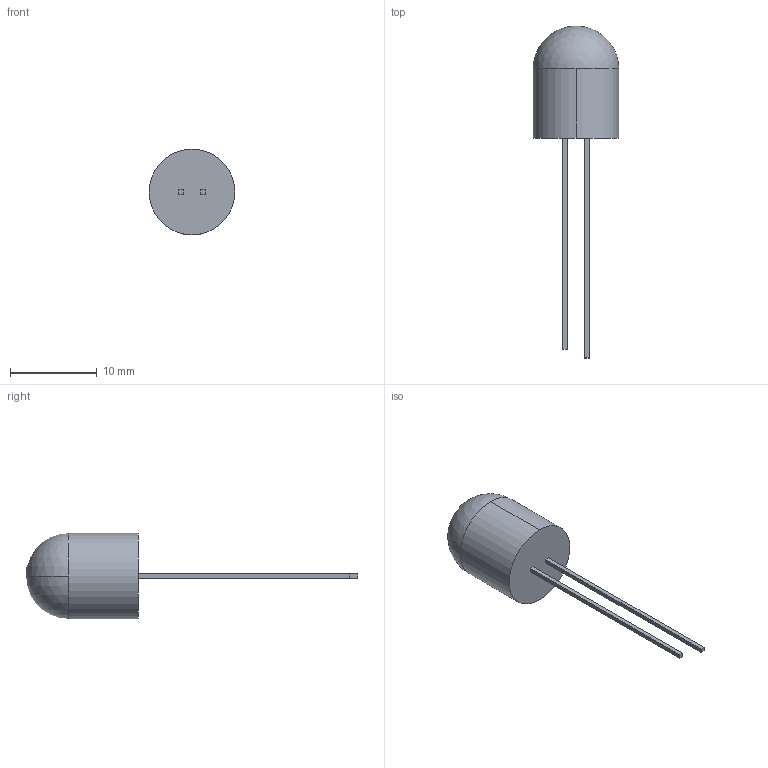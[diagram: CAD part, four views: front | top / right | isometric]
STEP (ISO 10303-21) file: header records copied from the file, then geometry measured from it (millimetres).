
FILE_DESCRIPTION (( 'STEP AP203' ), '1' );
FILE_NAME ('VAOL-10GWY4.STEP', '2017-09-12T21:11:52', ( '' ), ( '' ), 'SwSTEP 2.0', 'SolidWorks 2016', '' );
FILE_SCHEMA (( 'CONFIG_CONTROL_DESIGN' ));
Length unit declared in the file: inch
Products named in the file (1): VAOL-10GWY4
Bounding box: 9.91 x 38.35 x 9.91 mm (x, y, z)
Volume: 882.7 mm3; surface area: 577.3 mm2
Topology: 3 solids, 3 shells, 17 faces, 36 edges, 23 vertices
Faces by surface type: plane 13, cylinder 2, sphere 2
Entity records: 519 total; most frequent: DIRECTION 78, CARTESIAN_POINT 75, ORIENTED_EDGE 68, EDGE_CURVE 34, LINE 26, AXIS2_PLACEMENT_3D 26, VECTOR 26, VERTEX_POINT 23
